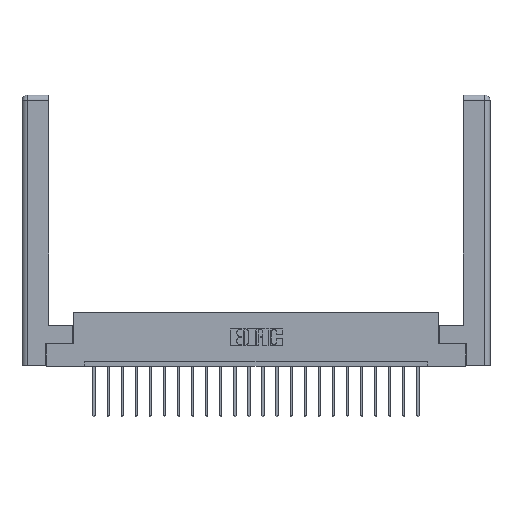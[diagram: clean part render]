
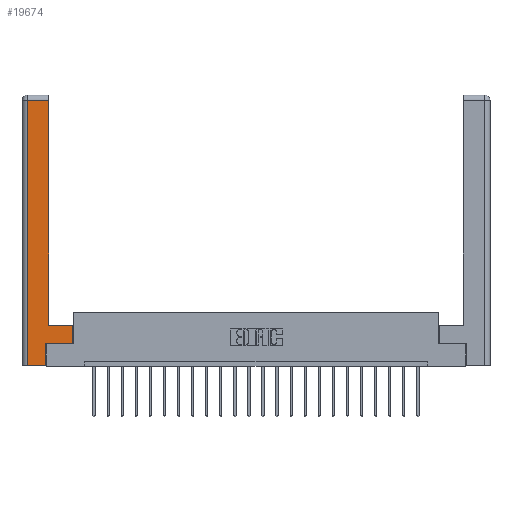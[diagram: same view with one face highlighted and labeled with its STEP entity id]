
A CAD part, top view. The second image highlights one B-rep face of the part: STEP entity #19674.
In plain terms, the highlighted planar face has unit normal (0, 0, 1).
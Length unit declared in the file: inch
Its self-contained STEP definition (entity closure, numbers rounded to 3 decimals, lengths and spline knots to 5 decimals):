
#694 = PLANE ( 'NONE',  #13155 ) ;
#738 = VERTEX_POINT ( 'NONE', #22816 ) ;
#833 = DIRECTION ( 'NONE',  ( -1., 0., 0. ) ) ;
#1187 = VECTOR ( 'NONE', #12982, 39.37008 ) ;
#2002 = FACE_OUTER_BOUND ( 'NONE', #2564, .T. ) ;
#2318 = ORIENTED_EDGE ( 'NONE', *, *, #12096, .T. ) ;
#2564 = EDGE_LOOP ( 'NONE', ( #17133, #8614, #2318, #14777, #5911, #10933, #18424, #10988 ) ) ;
#2840 = EDGE_CURVE ( 'NONE', #17442, #18046, #3371, .T. ) ;
#2887 = DIRECTION ( 'NONE',  ( -1., 0., 0. ) ) ;
#3116 = LINE ( 'NONE', #14698, #6964 ) ;
#3371 = LINE ( 'NONE', #17034, #7793 ) ;
#3644 = CARTESIAN_POINT ( 'NONE',  ( 0.0615, 2.94, 0. ) ) ;
#3994 = DIRECTION ( 'NONE',  ( 0., 1., 0. ) ) ;
#4785 = VERTEX_POINT ( 'NONE', #19626 ) ;
#5312 = LINE ( 'NONE', #11435, #1187 ) ;
#5457 = VECTOR ( 'NONE', #14171, 39.37008 ) ;
#5911 = ORIENTED_EDGE ( 'NONE', *, *, #17387, .T. ) ;
#6105 = EDGE_CURVE ( 'NONE', #4785, #6734, #9934, .T. ) ;
#6609 = CARTESIAN_POINT ( 'NONE',  ( 0.295, 3., 0. ) ) ;
#6734 = VERTEX_POINT ( 'NONE', #16674 ) ;
#6964 = VECTOR ( 'NONE', #19976, 39.37008 ) ;
#7410 = LINE ( 'NONE', #3644, #5457 ) ;
#7703 = CARTESIAN_POINT ( 'NONE',  ( 0., 0., 0. ) ) ;
#7793 = VECTOR ( 'NONE', #2887, 39.37008 ) ;
#8614 = ORIENTED_EDGE ( 'NONE', *, *, #12073, .T. ) ;
#8983 = DIRECTION ( 'NONE',  ( 0., -1., 0. ) ) ;
#9310 = VERTEX_POINT ( 'NONE', #12333 ) ;
#9352 = VECTOR ( 'NONE', #8983, 39.37008 ) ;
#9900 = DIRECTION ( 'NONE',  ( 1., 0., 0. ) ) ;
#9934 = LINE ( 'NONE', #20440, #18181 ) ;
#9944 = VECTOR ( 'NONE', #3994, 39.37008 ) ;
#10561 = VERTEX_POINT ( 'NONE', #21780 ) ;
#10678 = CARTESIAN_POINT ( 'NONE',  ( 0.0615, 0., 0. ) ) ;
#10933 = ORIENTED_EDGE ( 'NONE', *, *, #6105, .T. ) ;
#10988 = ORIENTED_EDGE ( 'NONE', *, *, #2840, .T. ) ;
#11344 = CARTESIAN_POINT ( 'NONE',  ( 0.565, 0.45, 0. ) ) ;
#11435 = CARTESIAN_POINT ( 'NONE',  ( 0.565, 0.45, 0. ) ) ;
#12073 = EDGE_CURVE ( 'NONE', #10561, #738, #7410, .T. ) ;
#12096 = EDGE_CURVE ( 'NONE', #738, #9310, #12129, .T. ) ;
#12129 = LINE ( 'NONE', #10678, #9352 ) ;
#12333 = CARTESIAN_POINT ( 'NONE',  ( 0.0615, 0., 0. ) ) ;
#12982 = DIRECTION ( 'NONE',  ( 0., 1., 0. ) ) ;
#13053 = VERTEX_POINT ( 'NONE', #22251 ) ;
#13155 = AXIS2_PLACEMENT_3D ( 'NONE', #7703, #21951, #833 ) ;
#13734 = DIRECTION ( 'NONE',  ( 0., 1., 0. ) ) ;
#14171 = DIRECTION ( 'NONE',  ( -1., 0., 0. ) ) ;
#14594 = CARTESIAN_POINT ( 'NONE',  ( 0.265, 0.245, 0. ) ) ;
#14698 = CARTESIAN_POINT ( 'NONE',  ( 0.265, 0., 0. ) ) ;
#14777 = ORIENTED_EDGE ( 'NONE', *, *, #19087, .T. ) ;
#14786 = CARTESIAN_POINT ( 'NONE',  ( 0.295, 0.45, 0. ) ) ;
#16674 = CARTESIAN_POINT ( 'NONE',  ( 0.565, 0.245, 0. ) ) ;
#17034 = CARTESIAN_POINT ( 'NONE',  ( 0.295, 0.45, 0. ) ) ;
#17133 = ORIENTED_EDGE ( 'NONE', *, *, #19886, .T. ) ;
#17212 = LINE ( 'NONE', #6609, #19653 ) ;
#17387 = EDGE_CURVE ( 'NONE', #13053, #4785, #19853, .T. ) ;
#17442 = VERTEX_POINT ( 'NONE', #11344 ) ;
#18046 = VERTEX_POINT ( 'NONE', #14786 ) ;
#18181 = VECTOR ( 'NONE', #9900, 39.37008 ) ;
#18424 = ORIENTED_EDGE ( 'NONE', *, *, #18785, .T. ) ;
#18785 = EDGE_CURVE ( 'NONE', #6734, #17442, #5312, .T. ) ;
#19087 = EDGE_CURVE ( 'NONE', #9310, #13053, #3116, .T. ) ;
#19626 = CARTESIAN_POINT ( 'NONE',  ( 0.265, 0.245, 0. ) ) ;
#19653 = VECTOR ( 'NONE', #13734, 39.37008 ) ;
#19674 = ADVANCED_FACE ( 'NONE', ( #2002 ), #694, .F. ) ;
#19853 = LINE ( 'NONE', #14594, #9944 ) ;
#19886 = EDGE_CURVE ( 'NONE', #18046, #10561, #17212, .T. ) ;
#19976 = DIRECTION ( 'NONE',  ( 1., 0., 0. ) ) ;
#20440 = CARTESIAN_POINT ( 'NONE',  ( 0.565, 0.245, 0. ) ) ;
#21780 = CARTESIAN_POINT ( 'NONE',  ( 0.295, 2.94, 0. ) ) ;
#21951 = DIRECTION ( 'NONE',  ( 0., 0., -1. ) ) ;
#22251 = CARTESIAN_POINT ( 'NONE',  ( 0.265, 0., 0. ) ) ;
#22816 = CARTESIAN_POINT ( 'NONE',  ( 0.0615, 2.94, 0. ) ) ;
